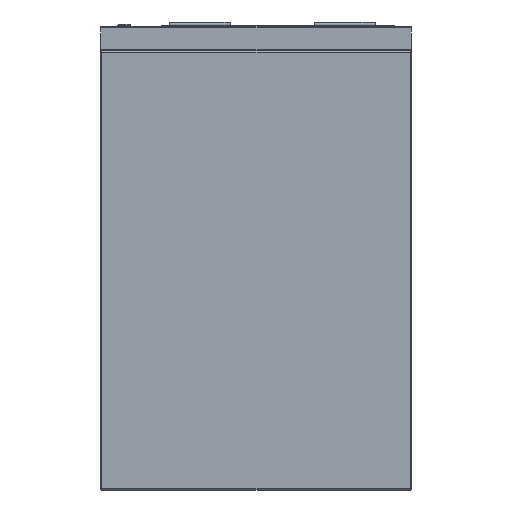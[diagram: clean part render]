
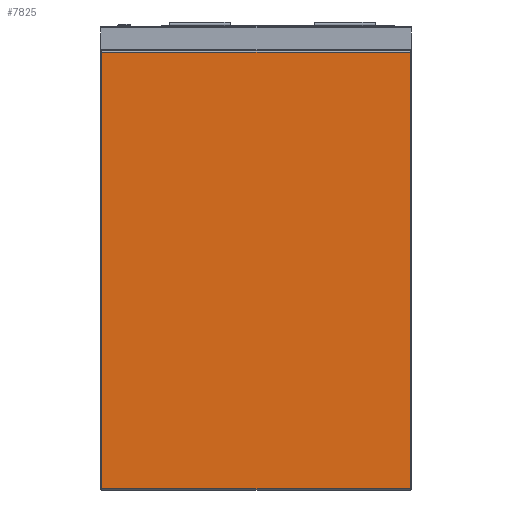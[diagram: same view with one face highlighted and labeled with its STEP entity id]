
A CAD part, left-side view. The second image highlights one B-rep face of the part: STEP entity #7825.
In plain terms, the highlighted planar face has unit normal (-1, 0, 0).
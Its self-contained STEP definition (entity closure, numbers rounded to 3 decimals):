
#246 = CARTESIAN_POINT ( 'NONE',  ( -515., 253., -760. ) ) ;
#1969 = VECTOR ( 'NONE', #17587, 1000. ) ;
#2001 = DIRECTION ( 'NONE',  ( 0., 0., -1. ) ) ;
#2613 = VECTOR ( 'NONE', #2001, 1000. ) ;
#2815 = ORIENTED_EDGE ( 'NONE', *, *, #3670, .T. ) ;
#3487 = VERTEX_POINT ( 'NONE', #19436 ) ;
#3610 = CARTESIAN_POINT ( 'NONE',  ( -515., -253., -760. ) ) ;
#3670 = EDGE_CURVE ( 'NONE', #14078, #3487, #12584, .T. ) ;
#4679 = LINE ( 'NONE', #246, #2613 ) ;
#4899 = LINE ( 'NONE', #3610, #6126 ) ;
#5068 = DIRECTION ( 'NONE',  ( 0., -1., 0. ) ) ;
#5457 = CARTESIAN_POINT ( 'NONE',  ( -515., 253., -42. ) ) ;
#6126 = VECTOR ( 'NONE', #6693, 1000. ) ;
#6693 = DIRECTION ( 'NONE',  ( 0., 0., 1. ) ) ;
#7513 = VECTOR ( 'NONE', #5068, 1000. ) ;
#7825 = ADVANCED_FACE ( 'Fl�che7', ( #10714 ), #16718, .T. ) ;
#7838 = DIRECTION ( 'NONE',  ( 0., 0., 1. ) ) ;
#8877 = VERTEX_POINT ( 'NONE', #13479 ) ;
#10125 = AXIS2_PLACEMENT_3D ( 'NONE', #16811, #15333, #7838 ) ;
#10687 = ORIENTED_EDGE ( 'NONE', *, *, #12044, .T. ) ;
#10714 = FACE_OUTER_BOUND ( 'NONE', #16127, .T. ) ;
#11370 = ORIENTED_EDGE ( 'NONE', *, *, #12897, .T. ) ;
#11382 = ORIENTED_EDGE ( 'NONE', *, *, #14034, .T. ) ;
#12044 = EDGE_CURVE ( 'NONE', #17729, #14078, #4679, .T. ) ;
#12584 = LINE ( 'NONE', #18620, #7513 ) ;
#12897 = EDGE_CURVE ( 'NONE', #3487, #8877, #4899, .T. ) ;
#13479 = CARTESIAN_POINT ( 'NONE',  ( -515., -253., -42. ) ) ;
#14034 = EDGE_CURVE ( 'NONE', #8877, #17729, #17983, .T. ) ;
#14078 = VERTEX_POINT ( 'NONE', #16776 ) ;
#15333 = DIRECTION ( 'NONE',  ( -1., 0., 0. ) ) ;
#16127 = EDGE_LOOP ( 'NONE', ( #11370, #11382, #10687, #2815 ) ) ;
#16490 = CARTESIAN_POINT ( 'NONE',  ( -515., 255., -42. ) ) ;
#16718 = PLANE ( 'NONE',  #10125 ) ;
#16776 = CARTESIAN_POINT ( 'NONE',  ( -515., 253., -758. ) ) ;
#16811 = CARTESIAN_POINT ( 'NONE',  ( -515., -255., -760. ) ) ;
#17587 = DIRECTION ( 'NONE',  ( 0., 1., 0. ) ) ;
#17729 = VERTEX_POINT ( 'NONE', #5457 ) ;
#17983 = LINE ( 'NONE', #16490, #1969 ) ;
#18620 = CARTESIAN_POINT ( 'NONE',  ( -515., -255., -758. ) ) ;
#19436 = CARTESIAN_POINT ( 'NONE',  ( -515., -253., -758. ) ) ;
